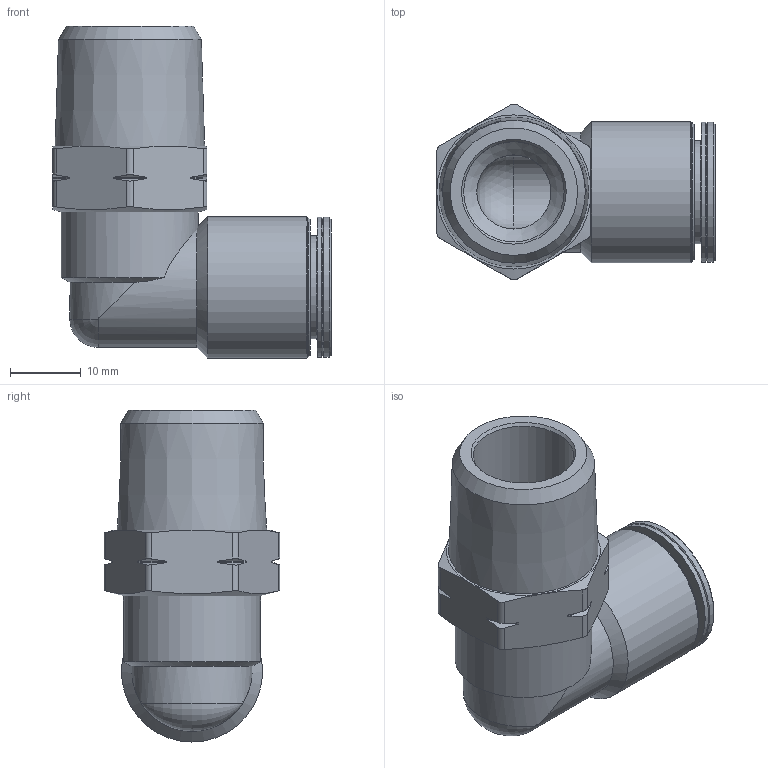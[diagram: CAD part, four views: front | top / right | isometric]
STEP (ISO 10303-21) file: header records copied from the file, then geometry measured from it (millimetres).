
FILE_DESCRIPTION(/* description */ ('STEP AP214'),/* implementation_level */ '2;1');
FILE_NAME(/* name */ '565333_CRQSL-1_2-1_2-U',/* time_stamp */ '2024-08-08T21:33:11+02:00',/* author */ ('License CC BY-ND 4.0'),/* organization */ ('CADENAS'),/* preprocessor_version */ 'ST-DEVELOPER v19.3',/* originating_system */ 'PARTsolutions',/* authorisation */ ' ');
FILE_SCHEMA (('AUTOMOTIVE_DESIGN {1 0 10303 214 3 1 1}'));
Length unit declared in the file: millimetre
Products named in the file (1): 565333 CRQSL-1/2-1/2-U
Bounding box: 39.41 x 24.89 x 47 mm (x, y, z)
Volume: 12562.1 mm3; surface area: 7375.3 mm2
Topology: 1 solids, 1 shells, 81 faces, 204 edges, 127 vertices
Faces by surface type: cone 31, cylinder 30, plane 17, torus 2, sphere 1
Full cylindrical faces by diameter (mm): 10.5 x2, 12.6 x1, 14.224 x1, 14.6 x1, 19.4 x1, 19.6 x1, 19.8 x2, 20 x1
Entity records: 2335 total; most frequent: CARTESIAN_POINT 601, ORIENTED_EDGE 344, DIRECTION 324, EDGE_CURVE 172, AXIS2_PLACEMENT_3D 141, VERTEX_POINT 121, EDGE_LOOP 111, FACE_BOUND 111
